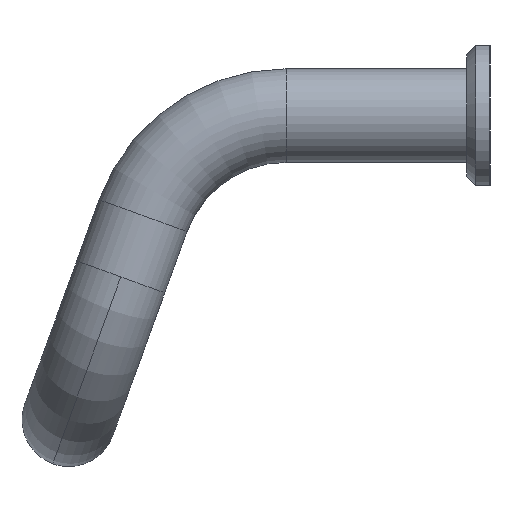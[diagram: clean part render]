
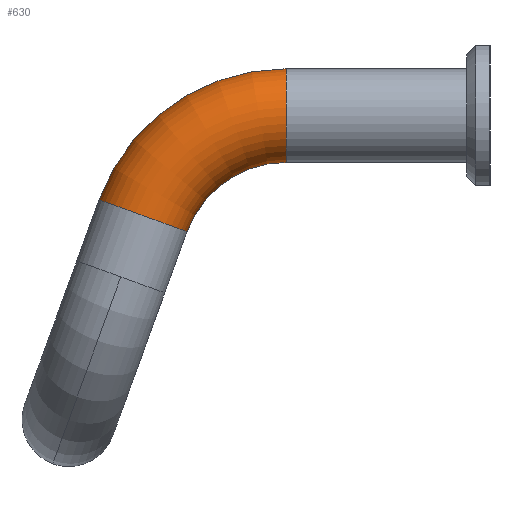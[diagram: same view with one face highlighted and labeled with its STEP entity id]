
A CAD part, left-side view. The second image highlights one B-rep face of the part: STEP entity #630.
In plain terms, the highlighted toroidal (fillet/blend) face has major radius 13 mm and minor radius 4 mm.
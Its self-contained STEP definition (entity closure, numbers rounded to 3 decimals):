
#150=FACE_OUTER_BOUND('',#192,.T.);
#192=EDGE_LOOP('',(#511,#512,#513,#514));
#228=CIRCLE('',#688,17.);
#230=CIRCLE('',#690,9.);
#257=CIRCLE('',#735,4.);
#259=CIRCLE('',#738,4.);
#287=VERTEX_POINT('',#1036);
#288=VERTEX_POINT('',#1037);
#289=VERTEX_POINT('',#1039);
#290=VERTEX_POINT('',#1041);
#342=EDGE_CURVE('',#287,#289,#228,.T.);
#344=EDGE_CURVE('',#288,#290,#230,.T.);
#401=EDGE_CURVE('',#290,#289,#257,.T.);
#403=EDGE_CURVE('',#288,#287,#259,.T.);
#511=ORIENTED_EDGE('',*,*,#342,.F.);
#512=ORIENTED_EDGE('',*,*,#403,.F.);
#513=ORIENTED_EDGE('',*,*,#344,.T.);
#514=ORIENTED_EDGE('',*,*,#401,.T.);
#605=TOROIDAL_SURFACE('',#737,13.,4.);
#630=ADVANCED_FACE('',(#150),#605,.T.);
#688=AXIS2_PLACEMENT_3D('',#1040,#806,#807);
#690=AXIS2_PLACEMENT_3D('',#1043,#810,#811);
#735=AXIS2_PLACEMENT_3D('',#1158,#930,#931);
#737=AXIS2_PLACEMENT_3D('',#1160,#934,#935);
#738=AXIS2_PLACEMENT_3D('',#1161,#936,#937);
#806=DIRECTION('center_axis',(1.,0.,0.));
#807=DIRECTION('ref_axis',(0.,0.,-1.));
#810=DIRECTION('center_axis',(1.,0.,0.));
#811=DIRECTION('ref_axis',(0.,0.,-1.));
#930=DIRECTION('center_axis',(0.,1.,0.));
#931=DIRECTION('ref_axis',(-0.94,0.,-0.342));
#934=DIRECTION('center_axis',(1.,0.,0.));
#935=DIRECTION('ref_axis',(0.,0.,-1.));
#936=DIRECTION('center_axis',(0.,0.342,-0.94));
#937=DIRECTION('ref_axis',(-0.94,-0.321,-0.117));
#1036=CARTESIAN_POINT('',(-44.,33.409,-7.186));
#1037=CARTESIAN_POINT('',(-44.,25.891,-9.922));
#1039=CARTESIAN_POINT('',(-44.,17.434,4.));
#1040=CARTESIAN_POINT('Origin',(-44.,17.434,-13.));
#1041=CARTESIAN_POINT('',(-44.,17.434,-4.));
#1043=CARTESIAN_POINT('Origin',(-44.,17.434,-13.));
#1158=CARTESIAN_POINT('Origin',(-44.,17.434,0.));
#1160=CARTESIAN_POINT('Origin',(-44.,17.434,-13.));
#1161=CARTESIAN_POINT('Origin',(-44.,29.65,-8.554));
